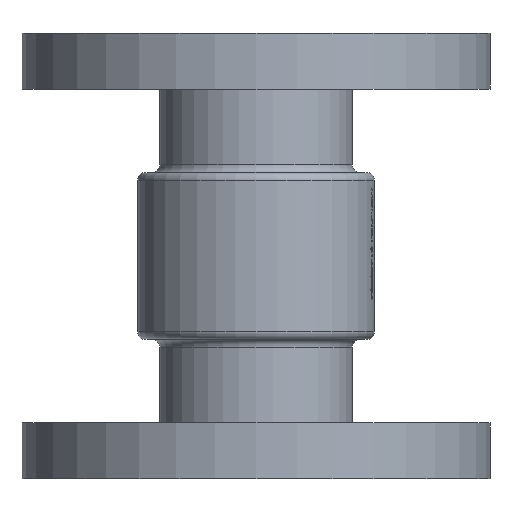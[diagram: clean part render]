
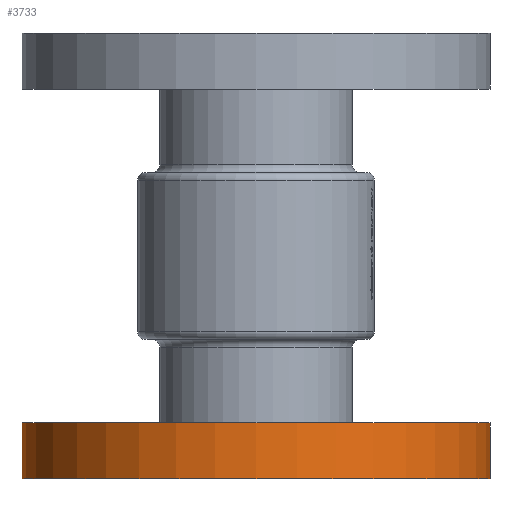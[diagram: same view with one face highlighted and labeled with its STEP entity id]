
A CAD part, front view. The second image highlights one B-rep face of the part: STEP entity #3733.
In plain terms, the highlighted cylindrical face has radius 92.5 mm (diameter 185 mm), a partial arc.
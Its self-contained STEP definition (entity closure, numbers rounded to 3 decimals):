
#256 = FACE_OUTER_BOUND ( 'NONE', #6758, .T. ) ;
#1832 = CARTESIAN_POINT ( 'NONE',  ( 92.5, 0., -176. ) ) ;
#3231 = DIRECTION ( 'NONE',  ( 0., 0., 1. ) ) ;
#3733 = ADVANCED_FACE ( 'NONE', ( #256 ), #25732, .T. ) ;
#3822 = CARTESIAN_POINT ( 'NONE',  ( -92.5, 0., -154. ) ) ;
#4623 = DIRECTION ( 'NONE',  ( 0., 0., 1. ) ) ;
#4947 = CARTESIAN_POINT ( 'NONE',  ( 0., 0., -176. ) ) ;
#5457 = VECTOR ( 'NONE', #26116, 1000. ) ;
#6565 = DIRECTION ( 'NONE',  ( 0., 0., -1. ) ) ;
#6758 = EDGE_LOOP ( 'NONE', ( #9508, #20475, #21691, #13572 ) ) ;
#7140 = AXIS2_PLACEMENT_3D ( 'NONE', #4947, #14203, #23448 ) ;
#8553 = CARTESIAN_POINT ( 'NONE',  ( 92.5, 0., -176. ) ) ;
#9140 = CARTESIAN_POINT ( 'NONE',  ( 92.5, 0., -154. ) ) ;
#9508 = ORIENTED_EDGE ( 'NONE', *, *, #18690, .F. ) ;
#10789 = VERTEX_POINT ( 'NONE', #9140 ) ;
#10872 = EDGE_CURVE ( 'NONE', #10789, #16187, #24926, .T. ) ;
#11600 = CIRCLE ( 'NONE', #29554, 92.5 ) ;
#13572 = ORIENTED_EDGE ( 'NONE', *, *, #10872, .F. ) ;
#14203 = DIRECTION ( 'NONE',  ( 0., 0., -1. ) ) ;
#14230 = VERTEX_POINT ( 'NONE', #19553 ) ;
#15285 = EDGE_CURVE ( 'NONE', #14230, #16187, #11600, .T. ) ;
#16187 = VERTEX_POINT ( 'NONE', #1832 ) ;
#17267 = VECTOR ( 'NONE', #6565, 1000. ) ;
#17516 = CIRCLE ( 'NONE', #19901, 92.5 ) ;
#18690 = EDGE_CURVE ( 'NONE', #19499, #10789, #17516, .T. ) ;
#19499 = VERTEX_POINT ( 'NONE', #3822 ) ;
#19553 = CARTESIAN_POINT ( 'NONE',  ( -92.5, 0., -176. ) ) ;
#19901 = AXIS2_PLACEMENT_3D ( 'NONE', #26589, #3231, #22024 ) ;
#20475 = ORIENTED_EDGE ( 'NONE', *, *, #27292, .T. ) ;
#20840 = DIRECTION ( 'NONE',  ( 1., 0., 0. ) ) ;
#21098 = LINE ( 'NONE', #28414, #5457 ) ;
#21691 = ORIENTED_EDGE ( 'NONE', *, *, #15285, .T. ) ;
#22024 = DIRECTION ( 'NONE',  ( 1., 0., 0. ) ) ;
#23124 = CARTESIAN_POINT ( 'NONE',  ( 0., 0., -176. ) ) ;
#23448 = DIRECTION ( 'NONE',  ( 1., 0., 0. ) ) ;
#24926 = LINE ( 'NONE', #8553, #17267 ) ;
#25732 = CYLINDRICAL_SURFACE ( 'NONE', #7140, 92.5 ) ;
#26116 = DIRECTION ( 'NONE',  ( 0., 0., -1. ) ) ;
#26589 = CARTESIAN_POINT ( 'NONE',  ( 0., 0., -154. ) ) ;
#27292 = EDGE_CURVE ( 'NONE', #19499, #14230, #21098, .T. ) ;
#28414 = CARTESIAN_POINT ( 'NONE',  ( -92.5, 0., -176. ) ) ;
#29554 = AXIS2_PLACEMENT_3D ( 'NONE', #23124, #4623, #20840 ) ;
